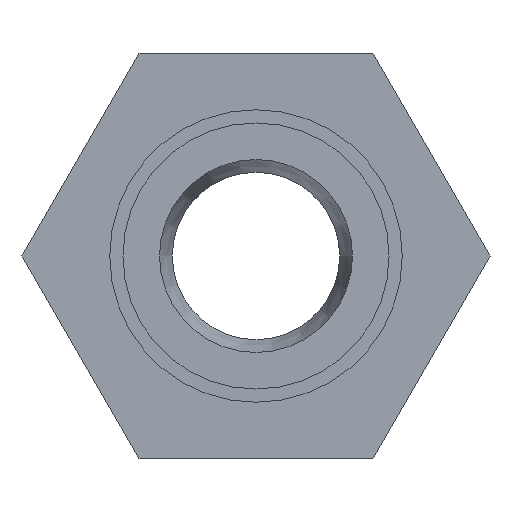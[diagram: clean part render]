
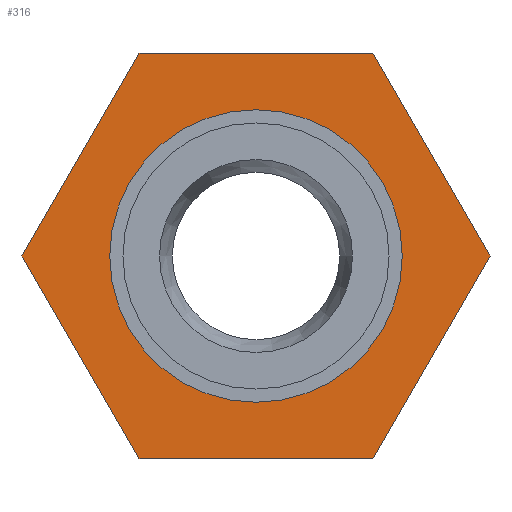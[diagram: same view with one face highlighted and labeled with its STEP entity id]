
A CAD part, front view. The second image highlights one B-rep face of the part: STEP entity #316.
In plain terms, the highlighted planar face has unit normal (0, -1, 0).
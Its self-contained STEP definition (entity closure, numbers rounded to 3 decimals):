
#22=LINE($,#513,#41);
#25=LINE($,#518,#44);
#27=LINE($,#522,#46);
#29=LINE($,#526,#48);
#31=LINE($,#530,#50);
#33=LINE($,#533,#52);
#41=VECTOR($,#427,26.558);
#44=VECTOR($,#432,26.558);
#46=VECTOR($,#436,26.558);
#48=VECTOR($,#440,26.558);
#50=VECTOR($,#444,26.558);
#52=VECTOR($,#448,26.558);
#65=PLANE($,#356);
#87=FACE_BOUND($,#147,.T.);
#109=FACE_OUTER_BOUND($,#146,.T.);
#146=EDGE_LOOP($,(#282,#283,#284,#285,#286,#287));
#147=EDGE_LOOP($,(#288));
#161=CIRCLE($,#343,16.6);
#176=VERTEX_POINT($,#489);
#184=VERTEX_POINT($,#511);
#185=VERTEX_POINT($,#512);
#186=VERTEX_POINT($,#517);
#187=VERTEX_POINT($,#521);
#188=VERTEX_POINT($,#525);
#189=VERTEX_POINT($,#529);
#203=EDGE_CURVE($,#176,#176,#161,.T.);
#211=EDGE_CURVE($,#184,#185,#22,.T.);
#214=EDGE_CURVE($,#185,#186,#25,.T.);
#216=EDGE_CURVE($,#186,#187,#27,.T.);
#218=EDGE_CURVE($,#187,#188,#29,.T.);
#220=EDGE_CURVE($,#188,#189,#31,.T.);
#222=EDGE_CURVE($,#189,#184,#33,.T.);
#282=ORIENTED_EDGE($,*,*,#211,.F.);
#283=ORIENTED_EDGE($,*,*,#222,.F.);
#284=ORIENTED_EDGE($,*,*,#220,.F.);
#285=ORIENTED_EDGE($,*,*,#218,.F.);
#286=ORIENTED_EDGE($,*,*,#216,.F.);
#287=ORIENTED_EDGE($,*,*,#214,.F.);
#288=ORIENTED_EDGE($,*,*,#203,.T.);
#316=ADVANCED_FACE($,(#109,#87),#65,.F.);
#343=AXIS2_PLACEMENT_3D($,#490,#405,#406);
#356=AXIS2_PLACEMENT_3D($,#534,#449,#450);
#405=DIRECTION('center_axis',(0.,1.,0.));
#406=DIRECTION('ref_axis',(1.,0.,0.));
#427=DIRECTION($,(1.,0.,0.));
#432=DIRECTION($,(0.5,0.,-0.866));
#436=DIRECTION($,(-0.5,0.,-0.866));
#440=DIRECTION($,(-1.,0.,0.));
#444=DIRECTION($,(-0.5,0.,0.866));
#448=DIRECTION($,(0.5,0.,0.866));
#449=DIRECTION('center_axis',(0.,1.,0.));
#450=DIRECTION('ref_axis',(0.,0.,1.));
#489=CARTESIAN_POINT('',(40.593,10.44,0.));
#490=CARTESIAN_POINT('Origin',(57.193,10.44,0.));
#511=CARTESIAN_POINT('',(43.914,10.44,23.));
#512=CARTESIAN_POINT('',(70.472,10.44,23.));
#513=CARTESIAN_POINT($,(43.914,10.44,23.));
#517=CARTESIAN_POINT('',(83.751,10.44,0.));
#518=CARTESIAN_POINT($,(70.472,10.44,23.));
#521=CARTESIAN_POINT('',(70.472,10.44,-23.));
#522=CARTESIAN_POINT($,(83.751,10.44,0.));
#525=CARTESIAN_POINT('',(43.914,10.44,-23.));
#526=CARTESIAN_POINT($,(70.472,10.44,-23.));
#529=CARTESIAN_POINT('',(30.635,10.44,0.));
#530=CARTESIAN_POINT($,(43.914,10.44,-23.));
#533=CARTESIAN_POINT($,(30.635,10.44,0.));
#534=CARTESIAN_POINT('Origin',(57.193,10.44,0.));
